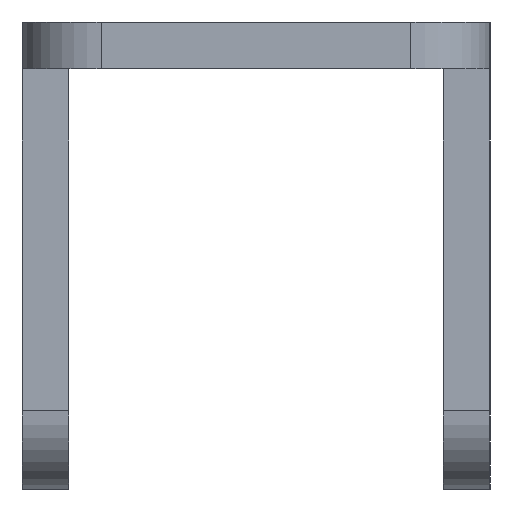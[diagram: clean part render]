
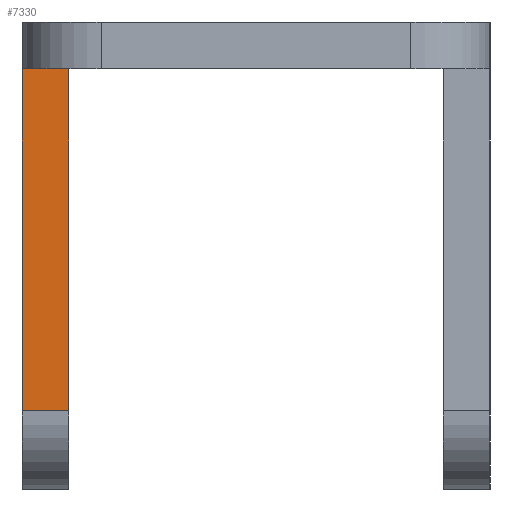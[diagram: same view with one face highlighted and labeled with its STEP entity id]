
A CAD part, left-side view. The second image highlights one B-rep face of the part: STEP entity #7330.
In plain terms, the highlighted planar face has unit normal (-1, 0, 0).
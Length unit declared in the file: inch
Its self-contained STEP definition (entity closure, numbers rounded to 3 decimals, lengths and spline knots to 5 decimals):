
#88 = DIRECTION ( 'NONE',  ( 0., 0., 1. ) ) ;
#382 = DIRECTION ( 'NONE',  ( 1., 0., 0. ) ) ;
#577 = VECTOR ( 'NONE', #7332, 39.37008 ) ;
#723 = CARTESIAN_POINT ( 'NONE',  ( -8.72047, 0.23622, -0.56102 ) ) ;
#754 = VERTEX_POINT ( 'NONE', #3256 ) ;
#795 = LINE ( 'NONE', #3579, #3060 ) ;
#992 = DIRECTION ( 'NONE',  ( 0., 0., 1. ) ) ;
#1098 = CARTESIAN_POINT ( 'NONE',  ( -8.72047, 0.23622, -0.46102 ) ) ;
#1306 = EDGE_CURVE ( 'NONE', #6185, #7049, #6857, .T. ) ;
#3060 = VECTOR ( 'NONE', #4174, 39.37008 ) ;
#3256 = CARTESIAN_POINT ( 'NONE',  ( -8.72047, 0.23622, -0.02953 ) ) ;
#3483 = ORIENTED_EDGE ( 'NONE', *, *, #7840, .F. ) ;
#3526 = VECTOR ( 'NONE', #88, 39.37008 ) ;
#3579 = CARTESIAN_POINT ( 'NONE',  ( -8.72047, 0.29528, -0.02953 ) ) ;
#3786 = CARTESIAN_POINT ( 'NONE',  ( -8.72047, 0.29528, -0.02953 ) ) ;
#4174 = DIRECTION ( 'NONE',  ( 0., 1., 0. ) ) ;
#4184 = EDGE_CURVE ( 'NONE', #754, #6743, #795, .T. ) ;
#4897 = LINE ( 'NONE', #723, #3526 ) ;
#5024 = ORIENTED_EDGE ( 'NONE', *, *, #6123, .T. ) ;
#5066 = FACE_OUTER_BOUND ( 'NONE', #6730, .T. ) ;
#5641 = ORIENTED_EDGE ( 'NONE', *, *, #4184, .T. ) ;
#5857 = DIRECTION ( 'NONE',  ( 0., 0., -1. ) ) ;
#6123 = EDGE_CURVE ( 'NONE', #7049, #754, #4897, .T. ) ;
#6185 = VERTEX_POINT ( 'NONE', #6947 ) ;
#6322 = PLANE ( 'NONE',  #6640 ) ;
#6415 = CARTESIAN_POINT ( 'NONE',  ( -8.72047, 0.23622, -0.46102 ) ) ;
#6640 = AXIS2_PLACEMENT_3D ( 'NONE', #6891, #382, #5857 ) ;
#6730 = EDGE_LOOP ( 'NONE', ( #3483, #7855, #5024, #5641 ) ) ;
#6743 = VERTEX_POINT ( 'NONE', #3786 ) ;
#6857 = LINE ( 'NONE', #1098, #577 ) ;
#6891 = CARTESIAN_POINT ( 'NONE',  ( -8.72047, 0.29528, -0.56102 ) ) ;
#6947 = CARTESIAN_POINT ( 'NONE',  ( -8.72047, 0.29528, -0.46102 ) ) ;
#7049 = VERTEX_POINT ( 'NONE', #6415 ) ;
#7080 = LINE ( 'NONE', #8544, #7514 ) ;
#7330 = ADVANCED_FACE ( 'NONE', ( #5066 ), #6322, .F. ) ;
#7332 = DIRECTION ( 'NONE',  ( 0., -1., 0. ) ) ;
#7514 = VECTOR ( 'NONE', #992, 39.37008 ) ;
#7840 = EDGE_CURVE ( 'NONE', #6185, #6743, #7080, .T. ) ;
#7855 = ORIENTED_EDGE ( 'NONE', *, *, #1306, .T. ) ;
#8544 = CARTESIAN_POINT ( 'NONE',  ( -8.72047, 0.29528, -0.56102 ) ) ;
